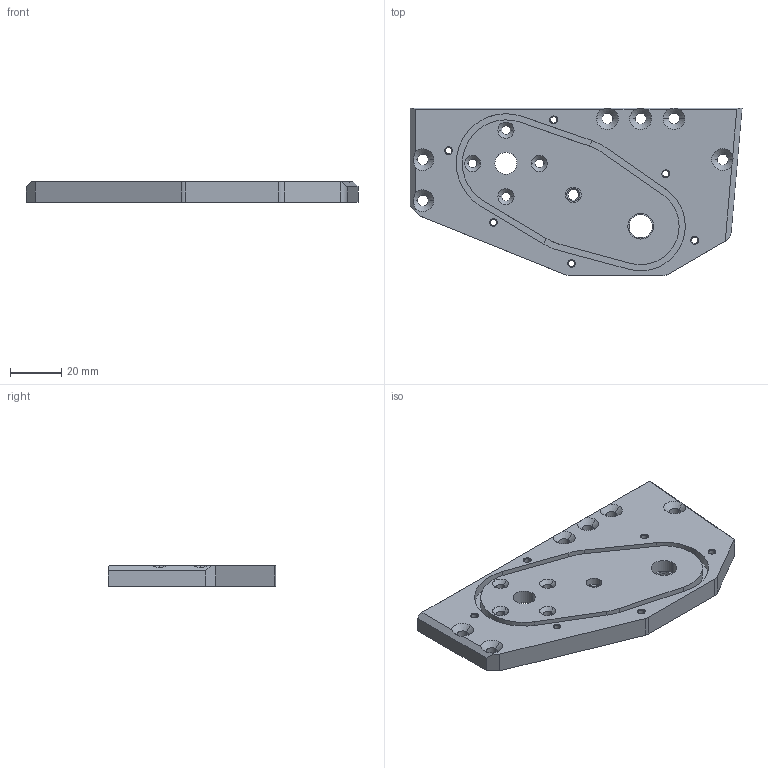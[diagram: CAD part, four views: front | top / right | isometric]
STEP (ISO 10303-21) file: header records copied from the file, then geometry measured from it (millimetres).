
FILE_DESCRIPTION (( 'STEP AP214' ), '1' );
FILE_NAME ('ALTI-USI-400-B-Support moteur.STEP', '2020-07-24T14:27:07', ( '' ), ( '' ), 'SwSTEP 2.0', 'SolidWorks 2018', '' );
FILE_SCHEMA (( 'AUTOMOTIVE_DESIGN' ));
Length unit declared in the file: millimetre
Products named in the file (1): ALTI-USI-400-B-Support moteur
Bounding box: 129.52 x 65.25 x 8 mm (x, y, z)
Volume: 52613.9 mm3; surface area: 20596.1 mm2
Topology: 1 solids, 1 shells, 146 faces, 381 edges, 232 vertices
Faces by surface type: cylinder 67, cone 50, plane 27, torus 2
Entity records: 4845 total; most frequent: DIRECTION 840, CARTESIAN_POINT 826, ORIENTED_EDGE 746, EDGE_CURVE 373, AXIS2_PLACEMENT_3D 330, VERTEX_POINT 232, EDGE_LOOP 187, CIRCLE 183
